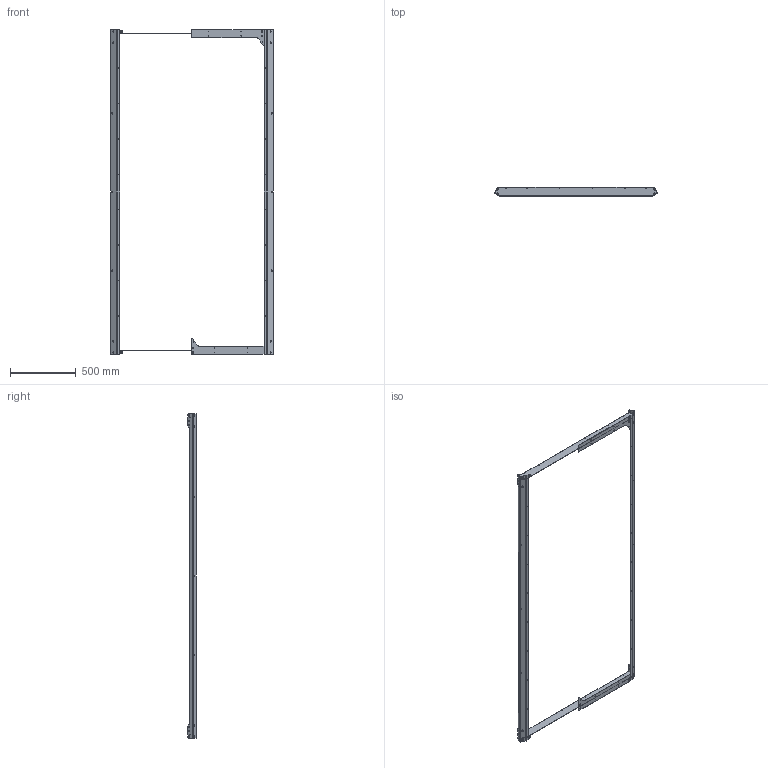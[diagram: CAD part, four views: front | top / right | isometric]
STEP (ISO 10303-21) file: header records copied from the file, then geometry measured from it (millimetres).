
FILE_DESCRIPTION (( 'STEP AP203' ), '1' );
FILE_NAME ('CV02-B-00_REV_.step', '2025-08-17T03:57:52', ( '' ), ( '' ), 'SwSTEP 2.0', 'SolidWorks 2024', '' );
FILE_SCHEMA (( 'CONFIG_CONTROL_DESIGN' ));
Length unit declared in the file: millimetre
Products named in the file (5): CV02-B-01; CV02-B-00_REV_; CV02-M-01; weldnut_WELDNUT-M8; CV02-B-02
Assembly tree (22 placements, depth 2):
  CV02-B-00_REV_
    CV02-B-02  x2
    CV02-B-01  x2
    CV02-M-01  x2
    weldnut_WELDNUT-M8  x16
Bounding box: 1237.8 x 68 x 2480 mm (x, y, z)
Volume: 2232655.1 mm3; surface area: 1550910.9 mm2
Topology: 22 solids, 22 shells, 730 faces, 1834 edges, 1164 vertices
Faces by surface type: plane 352, cylinder 266, cone 112
Entity records: 6623 total; most frequent: DIRECTION 1018, CARTESIAN_POINT 1016, ORIENTED_EDGE 910, EDGE_CURVE 455, AXIS2_PLACEMENT_3D 381, VERTEX_POINT 295, LINE 256, VECTOR 256
